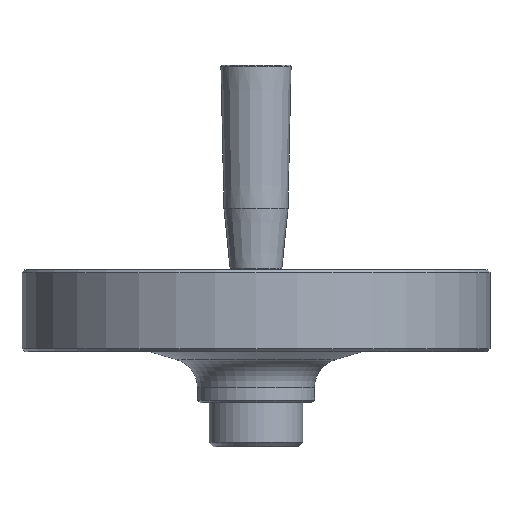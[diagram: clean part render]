
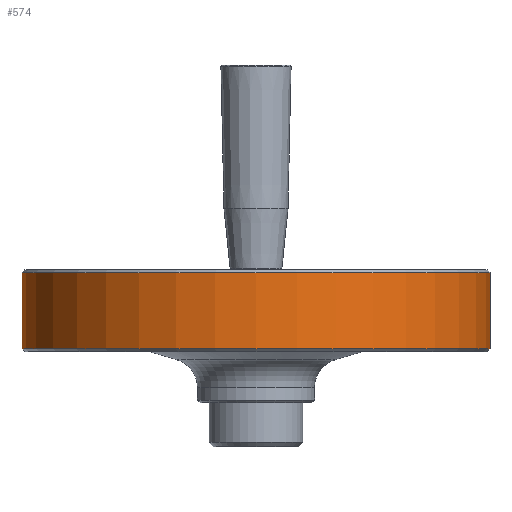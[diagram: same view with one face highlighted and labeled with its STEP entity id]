
A CAD part, front view. The second image highlights one B-rep face of the part: STEP entity #574.
In plain terms, the highlighted cylindrical face has radius 80 mm (diameter 160 mm), a full revolution.
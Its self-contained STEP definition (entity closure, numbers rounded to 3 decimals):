
#574 = ADVANCED_FACE( '', ( #1224, #1225 ), #1226, .T. );
#1224 = FACE_OUTER_BOUND( '', #2094, .T. );
#1225 = FACE_OUTER_BOUND( '', #2095, .T. );
#1226 = CYLINDRICAL_SURFACE( '', #2096, 80. );
#2094 = EDGE_LOOP( '', ( #3619 ) );
#2095 = EDGE_LOOP( '', ( #3620 ) );
#2096 = AXIS2_PLACEMENT_3D( '', #3621, #3622, #3623 );
#3619 = ORIENTED_EDGE( '', *, *, #4169, .T. );
#3620 = ORIENTED_EDGE( '', *, *, #4288, .T. );
#3621 = CARTESIAN_POINT( '', ( 0., 0., 57.15 ) );
#3622 = DIRECTION( '', ( 0., 0., -1. ) );
#3623 = DIRECTION( '', ( 1., 0., 0. ) );
#4169 = EDGE_CURVE( '', #5003, #5003, #5004, .T. );
#4288 = EDGE_CURVE( '', #5158, #5158, #5159, .T. );
#5003 = VERTEX_POINT( '', #6250 );
#5004 = CIRCLE( '', #6251, 80. );
#5158 = VERTEX_POINT( '', #6443 );
#5159 = CIRCLE( '', #6444, 80. );
#6250 = CARTESIAN_POINT( '', ( 80., 0., 18.5 ) );
#6251 = AXIS2_PLACEMENT_3D( '', #7246, #7247, #7248 );
#6443 = CARTESIAN_POINT( '', ( -80., 0., 44.5 ) );
#6444 = AXIS2_PLACEMENT_3D( '', #7425, #7426, #7427 );
#7246 = CARTESIAN_POINT( '', ( 0., 0., 18.5 ) );
#7247 = DIRECTION( '', ( 0., 0., 1. ) );
#7248 = DIRECTION( '', ( 1., 0., 0. ) );
#7425 = CARTESIAN_POINT( '', ( 0., 0., 44.5 ) );
#7426 = DIRECTION( '', ( 0., 0., -1. ) );
#7427 = DIRECTION( '', ( -1., 0., 0. ) );
